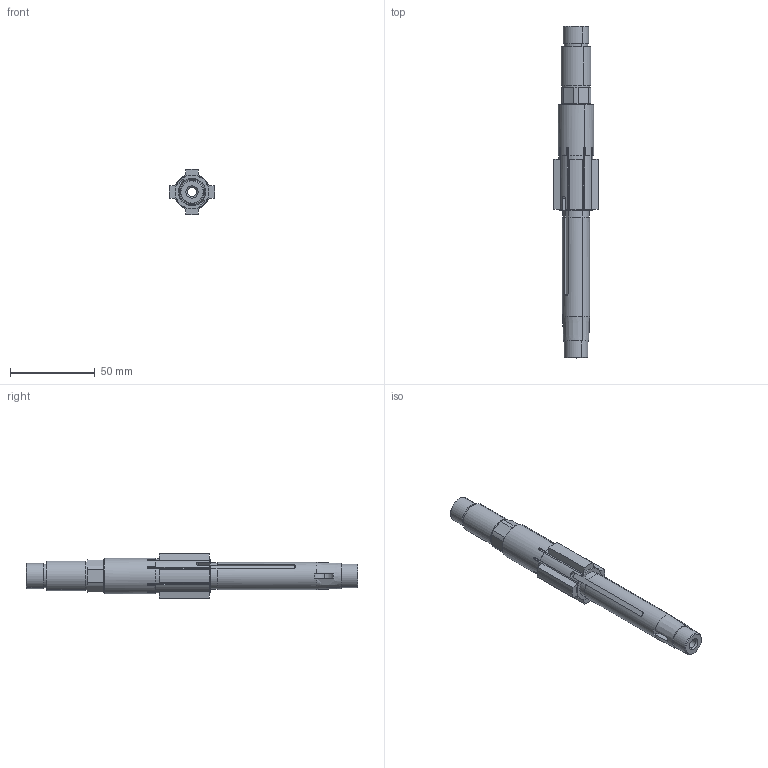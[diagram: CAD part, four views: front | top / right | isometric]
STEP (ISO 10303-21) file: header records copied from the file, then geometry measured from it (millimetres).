
FILE_DESCRIPTION(('CATIA V5 STEP Exchange'),'2;1');
FILE_NAME('axe de boite _2.stp','2024-03-18T18:08:54+00:00',('none'),('none'),'CATIA Version 5 Release 21 GA (IN-10)','CATIA V5 STEP AP203','none');
FILE_SCHEMA(('CONFIG_CONTROL_DESIGN'));
Length unit declared in the file: millimetre
Products named in the file (1): axe de boite _2
Bounding box: 27 x 195.5 x 27 mm (x, y, z)
Volume: 46046 mm3; surface area: 16265.1 mm2
Topology: 1 solids, 1 shells, 160 faces, 440 edges, 290 vertices
Faces by surface type: plane 78, cylinder 72, cone 10
Entity records: 4672 total; most frequent: ORIENTED_EDGE 880, CARTESIAN_POINT 865, DIRECTION 604, EDGE_CURVE 440, VERTEX_POINT 290, AXIS2_PLACEMENT_3D 284, VECTOR 233, LINE 233
